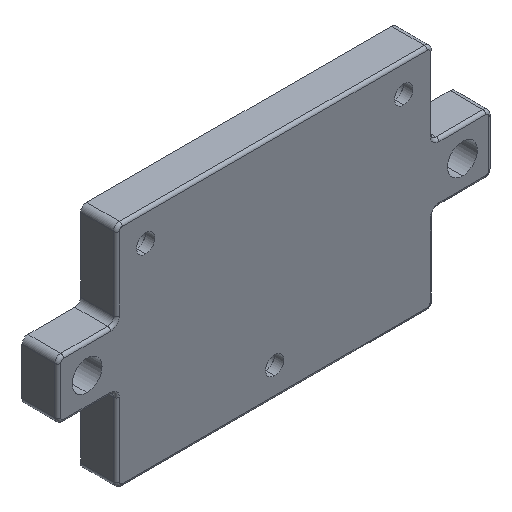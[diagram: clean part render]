
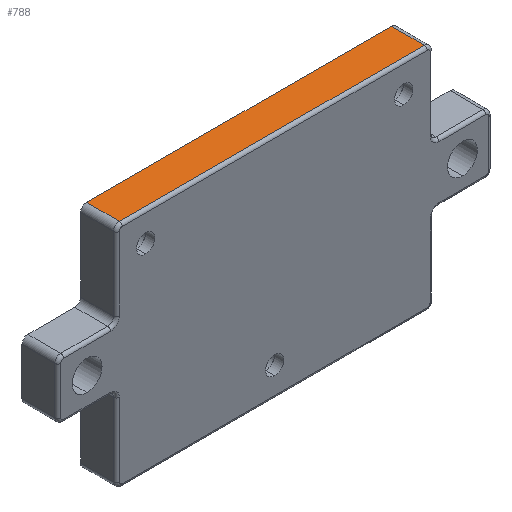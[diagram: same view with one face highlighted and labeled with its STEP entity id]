
A CAD part, isometric view. The second image highlights one B-rep face of the part: STEP entity #788.
In plain terms, the highlighted planar face has unit normal (0, 0, 1).
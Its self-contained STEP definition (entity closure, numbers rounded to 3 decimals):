
#18 = CARTESIAN_POINT ( 'NONE',  ( 26., 6.1, 19.5 ) ) ;
#42 = ORIENTED_EDGE ( 'NONE', *, *, #939, .F. ) ;
#124 = DIRECTION ( 'NONE',  ( 1., 0., 0. ) ) ;
#242 = VERTEX_POINT ( 'NONE', #3201 ) ;
#308 = ORIENTED_EDGE ( 'NONE', *, *, #2506, .T. ) ;
#333 = CARTESIAN_POINT ( 'NONE',  ( 26., 0.5, 19.5 ) ) ;
#398 = ORIENTED_EDGE ( 'NONE', *, *, #3422, .T. ) ;
#446 = LINE ( 'NONE', #1534, #1146 ) ;
#496 = DIRECTION ( 'NONE',  ( 0., 0., -1. ) ) ;
#758 = CARTESIAN_POINT ( 'NONE',  ( 26., 6.1, 19.5 ) ) ;
#767 = VERTEX_POINT ( 'NONE', #791 ) ;
#775 = VECTOR ( 'NONE', #1855, 1000. ) ;
#788 = ADVANCED_FACE ( 'NONE', ( #2418 ), #990, .F. ) ;
#791 = CARTESIAN_POINT ( 'NONE',  ( -26., 0.5, 19.5 ) ) ;
#818 = EDGE_LOOP ( 'NONE', ( #398, #3426, #308, #42 ) ) ;
#825 = VECTOR ( 'NONE', #2708, 1000. ) ;
#939 = EDGE_CURVE ( 'NONE', #242, #1938, #446, .T. ) ;
#990 = PLANE ( 'NONE',  #1087 ) ;
#1048 = CARTESIAN_POINT ( 'NONE',  ( 0., 6.1, 19.5 ) ) ;
#1087 = AXIS2_PLACEMENT_3D ( 'NONE', #1048, #496, #1610 ) ;
#1146 = VECTOR ( 'NONE', #124, 1000. ) ;
#1148 = CARTESIAN_POINT ( 'NONE',  ( 0., 0.5, 19.5 ) ) ;
#1534 = CARTESIAN_POINT ( 'NONE',  ( 0., 6.1, 19.5 ) ) ;
#1610 = DIRECTION ( 'NONE',  ( -1., 0., 0. ) ) ;
#1643 = VERTEX_POINT ( 'NONE', #333 ) ;
#1855 = DIRECTION ( 'NONE',  ( 0., -1., 0. ) ) ;
#1938 = VERTEX_POINT ( 'NONE', #758 ) ;
#1986 = LINE ( 'NONE', #18, #3474 ) ;
#1997 = EDGE_CURVE ( 'NONE', #767, #1643, #3287, .T. ) ;
#2418 = FACE_OUTER_BOUND ( 'NONE', #818, .T. ) ;
#2506 = EDGE_CURVE ( 'NONE', #1643, #1938, #1986, .T. ) ;
#2708 = DIRECTION ( 'NONE',  ( 1., 0., 0. ) ) ;
#2933 = CARTESIAN_POINT ( 'NONE',  ( -26., 0., 19.5 ) ) ;
#3054 = DIRECTION ( 'NONE',  ( 0., 1., 0. ) ) ;
#3201 = CARTESIAN_POINT ( 'NONE',  ( -26., 6.1, 19.5 ) ) ;
#3287 = LINE ( 'NONE', #1148, #825 ) ;
#3422 = EDGE_CURVE ( 'NONE', #242, #767, #3440, .T. ) ;
#3426 = ORIENTED_EDGE ( 'NONE', *, *, #1997, .T. ) ;
#3440 = LINE ( 'NONE', #2933, #775 ) ;
#3474 = VECTOR ( 'NONE', #3054, 1000. ) ;
